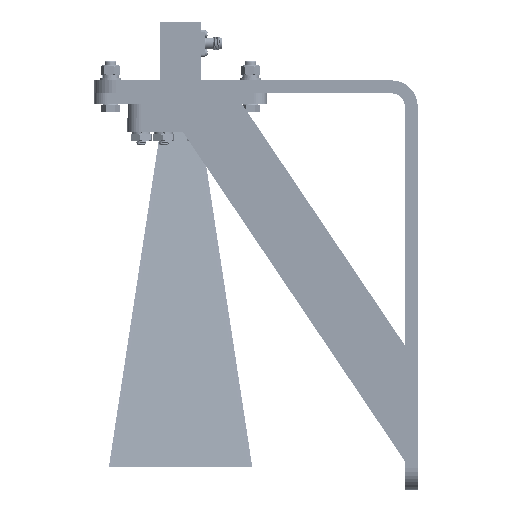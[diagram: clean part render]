
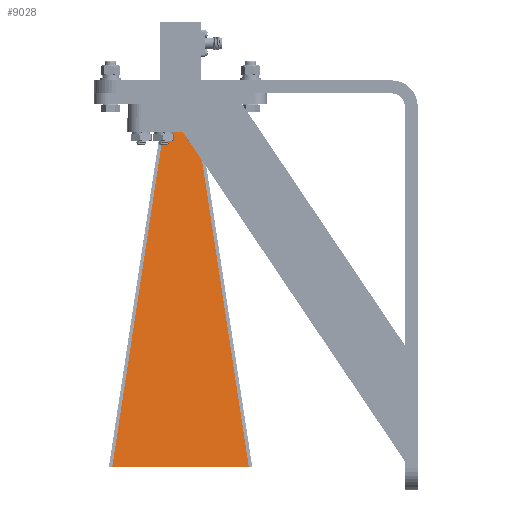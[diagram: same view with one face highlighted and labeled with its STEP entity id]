
A CAD part, left-side view. The second image highlights one B-rep face of the part: STEP entity #9028.
In plain terms, the highlighted face is planar.
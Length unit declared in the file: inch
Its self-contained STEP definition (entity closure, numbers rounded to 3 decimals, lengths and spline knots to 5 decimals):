
#222 = VECTOR ( 'NONE', #22618, 39.37008 ) ;
#714 = EDGE_CURVE ( 'NONE', #14827, #2560, #42939, .T. ) ;
#1064 = LINE ( 'NONE', #4981, #40497 ) ;
#2560 = VERTEX_POINT ( 'NONE', #41189 ) ;
#3421 = DIRECTION ( 'NONE',  ( 0., -1., 0. ) ) ;
#3810 = PLANE ( 'NONE',  #50890 ) ;
#3836 = VECTOR ( 'NONE', #30045, 39.37008 ) ;
#4073 = DIRECTION ( 'NONE',  ( 0.164, 0., -0.986 ) ) ;
#4981 = CARTESIAN_POINT ( 'NONE',  ( -0.748, -0.311, 0.25 ) ) ;
#5481 = DIRECTION ( 'NONE',  ( -0.163, -0.149, 0.975 ) ) ;
#8360 = EDGE_CURVE ( 'NONE', #14827, #37763, #47000, .T. ) ;
#9028 = ADVANCED_FACE ( 'NONE', ( #12363 ), #3810, .F. ) ;
#10786 = LINE ( 'NONE', #22782, #3836 ) ;
#12363 = FACE_OUTER_BOUND ( 'NONE', #15488, .T. ) ;
#14827 = VERTEX_POINT ( 'NONE', #45382 ) ;
#15102 = CARTESIAN_POINT ( 'NONE',  ( -0.748, 0.311, 0.25 ) ) ;
#15488 = EDGE_LOOP ( 'NONE', ( #26877, #19921, #23277, #37088 ) ) ;
#15718 = EDGE_CURVE ( 'NONE', #2560, #36718, #1064, .T. ) ;
#19921 = ORIENTED_EDGE ( 'NONE', *, *, #46195, .F. ) ;
#22618 = DIRECTION ( 'NONE',  ( -0.163, 0.149, 0.975 ) ) ;
#22782 = CARTESIAN_POINT ( 'NONE',  ( -1.77, 1.248, 6.38 ) ) ;
#23277 = ORIENTED_EDGE ( 'NONE', *, *, #8360, .F. ) ;
#24816 = VECTOR ( 'NONE', #3421, 39.37008 ) ;
#25898 = CARTESIAN_POINT ( 'NONE',  ( -1.77, 1.248, 6.38 ) ) ;
#26877 = ORIENTED_EDGE ( 'NONE', *, *, #15718, .T. ) ;
#27999 = CARTESIAN_POINT ( 'NONE',  ( -0.68722, 0., -0.11457 ) ) ;
#30045 = DIRECTION ( 'NONE',  ( 0., -1., 0. ) ) ;
#31171 = CARTESIAN_POINT ( 'NONE',  ( -0.748, 0.311, 0.25 ) ) ;
#31873 = DIRECTION ( 'NONE',  ( 0.986, 0., 0.164 ) ) ;
#36718 = VERTEX_POINT ( 'NONE', #41804 ) ;
#37088 = ORIENTED_EDGE ( 'NONE', *, *, #714, .T. ) ;
#37763 = VERTEX_POINT ( 'NONE', #25898 ) ;
#40497 = VECTOR ( 'NONE', #5481, 39.37008 ) ;
#41189 = CARTESIAN_POINT ( 'NONE',  ( -0.748, -0.311, 0.25 ) ) ;
#41804 = CARTESIAN_POINT ( 'NONE',  ( -1.77, -1.248, 6.38 ) ) ;
#42939 = LINE ( 'NONE', #15102, #24816 ) ;
#45382 = CARTESIAN_POINT ( 'NONE',  ( -0.748, 0.311, 0.25 ) ) ;
#46195 = EDGE_CURVE ( 'NONE', #37763, #36718, #10786, .T. ) ;
#47000 = LINE ( 'NONE', #31171, #222 ) ;
#50890 = AXIS2_PLACEMENT_3D ( 'NONE', #27999, #31873, #4073 ) ;
